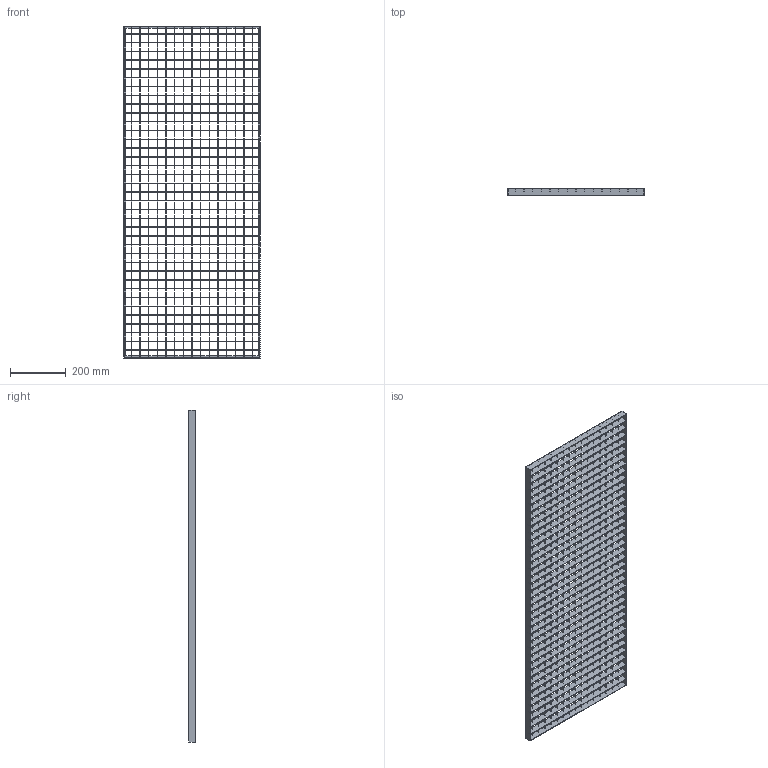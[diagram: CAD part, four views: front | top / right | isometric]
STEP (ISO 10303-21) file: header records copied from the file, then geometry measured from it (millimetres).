
FILE_DESCRIPTION (( 'STEP AP203' ), '1' );
FILE_NAME ('23-491193025-7.step', '2015-08-26T22:58:09', ( '' ), ( '' ), 'SwSTEP 2.0', 'SolidWorks 2015', '' );
FILE_SCHEMA (( 'CONFIG_CONTROL_DESIGN' ));
Length unit declared in the file: millimetre
Products named in the file (1): 23-491193025-7
Bounding box: 490 x 25 x 1190 mm (x, y, z)
Volume: 1049648 mm3; surface area: 1528500 mm2
Topology: 1 solids, 1 shells, 2086 faces, 7952 edges, 5296 vertices
Faces by surface type: plane 2086
Entity records: 84322 total; most frequent: ORIENTED_EDGE 15904, CARTESIAN_POINT 15350, DIRECTION 12121, EDGE_CURVE 7952, VECTOR 7947, LINE 7947, VERTEX_POINT 5296, EDGE_LOOP 2730
